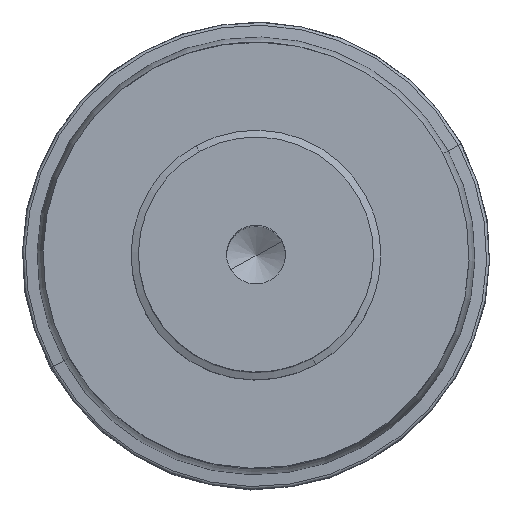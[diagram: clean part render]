
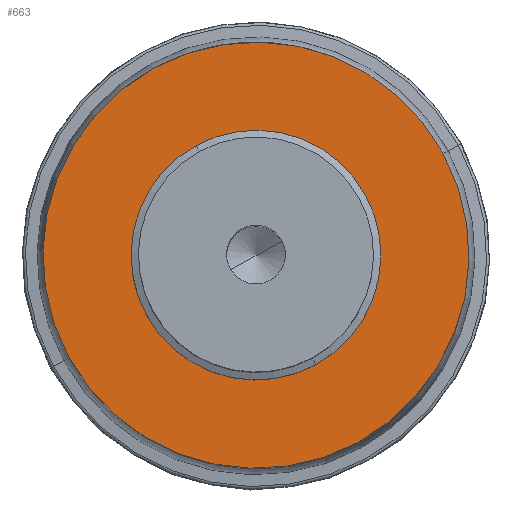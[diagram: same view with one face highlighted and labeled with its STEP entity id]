
A CAD part, top view. The second image highlights one B-rep face of the part: STEP entity #663.
In plain terms, the highlighted planar face has unit normal (0, 0, 1).
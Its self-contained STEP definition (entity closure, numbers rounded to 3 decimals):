
#600=AXIS2_PLACEMENT_3D('Circle Axis2P3D',#598,#599,$) ;
#626=AXIS2_PLACEMENT_3D('Circle Axis2P3D',#624,#625,$) ;
#639=AXIS2_PLACEMENT_3D('Plane Axis2P3D',#636,#637,#638) ;
#643=AXIS2_PLACEMENT_3D('Circle Axis2P3D',#641,#642,$) ;
#652=AXIS2_PLACEMENT_3D('Circle Axis2P3D',#650,#651,$) ;
#598=CARTESIAN_POINT('Axis2P3D Location',(0.,0.,37.95)) ;
#602=CARTESIAN_POINT('Vertex',(4.075,-7.459,37.95)) ;
#604=CARTESIAN_POINT('Vertex',(-4.075,7.459,37.95)) ;
#624=CARTESIAN_POINT('Axis2P3D Location',(0.,0.,37.95)) ;
#636=CARTESIAN_POINT('Axis2P3D Location',(0.,9.771,37.95)) ;
#641=CARTESIAN_POINT('Axis2P3D Location',(0.,0.,37.95)) ;
#645=CARTESIAN_POINT('Vertex',(-12.725,-6.952,37.95)) ;
#647=CARTESIAN_POINT('Vertex',(12.725,6.952,37.95)) ;
#650=CARTESIAN_POINT('Axis2P3D Location',(0.,0.,37.95)) ;
#599=DIRECTION('Axis2P3D Direction',(0.,0.,1.)) ;
#625=DIRECTION('Axis2P3D Direction',(0.,0.,1.)) ;
#637=DIRECTION('Axis2P3D Direction',(0.,0.,1.)) ;
#638=DIRECTION('Axis2P3D XDirection',(1.,0.,0.)) ;
#642=DIRECTION('Axis2P3D Direction',(0.,0.,1.)) ;
#651=DIRECTION('Axis2P3D Direction',(0.,0.,1.)) ;
#656=ORIENTED_EDGE('',*,*,#649,.T.) ;
#657=ORIENTED_EDGE('',*,*,#654,.T.) ;
#660=ORIENTED_EDGE('',*,*,#606,.F.) ;
#661=ORIENTED_EDGE('',*,*,#628,.F.) ;
#662=FACE_BOUND('',#659,.T.) ;
#663=ADVANCED_FACE('NOCUT',(#658,#662),#640,.T.) ;
#601=CIRCLE('generated circle',#600,8.5) ;
#627=CIRCLE('generated circle',#626,8.5) ;
#644=CIRCLE('generated circle',#643,14.5) ;
#653=CIRCLE('generated circle',#652,14.5) ;
#606=EDGE_CURVE('',#603,#605,#601,.T.) ;
#628=EDGE_CURVE('',#605,#603,#627,.T.) ;
#649=EDGE_CURVE('',#646,#648,#644,.T.) ;
#654=EDGE_CURVE('',#648,#646,#653,.T.) ;
#655=EDGE_LOOP('',(#656,#657)) ;
#659=EDGE_LOOP('',(#660,#661)) ;
#658=FACE_OUTER_BOUND('',#655,.T.) ;
#640=PLANE('',#639) ;
#603=VERTEX_POINT('',#602) ;
#605=VERTEX_POINT('',#604) ;
#646=VERTEX_POINT('',#645) ;
#648=VERTEX_POINT('',#647) ;
